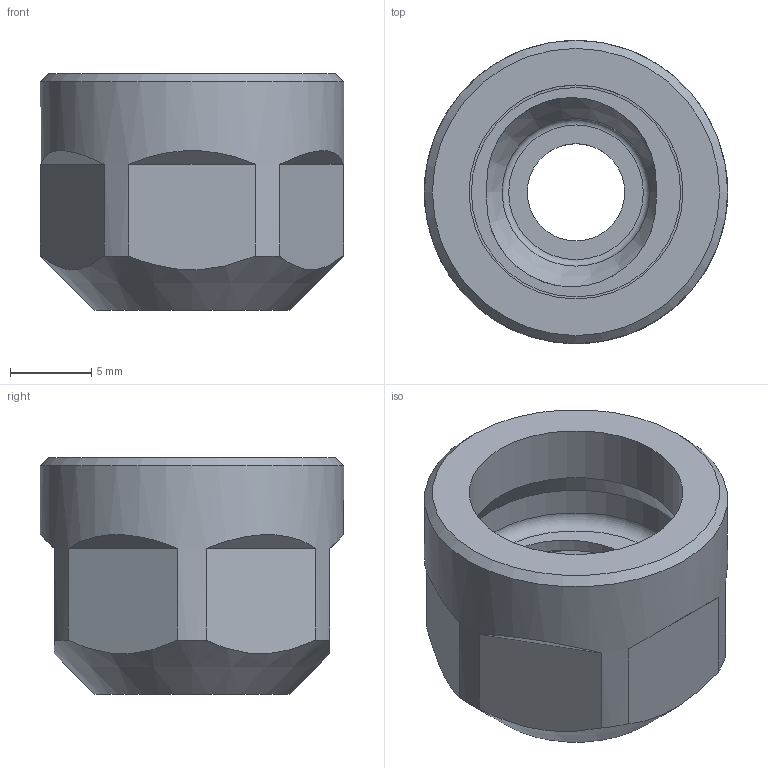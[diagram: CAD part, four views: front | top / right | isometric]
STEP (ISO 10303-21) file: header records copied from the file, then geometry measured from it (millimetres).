
FILE_DESCRIPTION(/* description */ (''),/* implementation_level */ '2;1');
FILE_NAME(/* name */ '341120600.stp',/* time_stamp */ '2022-09-21T10:23:32',/* author */ ('Ratnasingam Jekanthan'),/* organization */ ('REGO-FIX'),/* preprocessor_version */ ' Unknown',/* originating_system */ 'SIEMENS PLM Software Solid Edge ST10',/* authorization */ 'Unknown');
FILE_SCHEMA (('AUTOMOTIVE_DESIGN { 1 0 10303 214 2 1 1}'));
Length unit declared in the file: millimetre
Products named in the file (1): NOCUT
Bounding box: 18.7 x 18.7 x 14.6 mm (x, y, z)
Volume: 1993.3 mm3; surface area: 1710.9 mm2
Topology: 1 solids, 1 shells, 34 faces, 83 edges, 53 vertices
Faces by surface type: plane 20, cylinder 7, cone 4, torus 3
Full cylindrical faces by diameter (mm): 6 x1, 9.1 x1, 13.188 x1, 14.5 x1, 18.7 x1
Entity records: 1224 total; most frequent: CARTESIAN_POINT 198, DIRECTION 170, ORIENTED_EDGE 136, AXIS2_PLACEMENT_3D 72, EDGE_CURVE 68, VERTEX_POINT 50, EDGE_LOOP 50, FACE_BOUND 50
